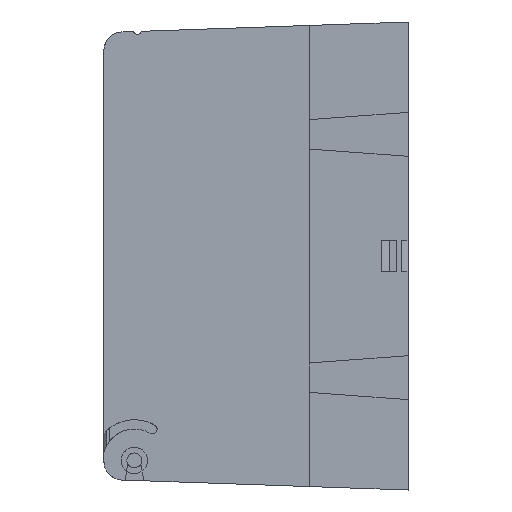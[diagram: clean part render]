
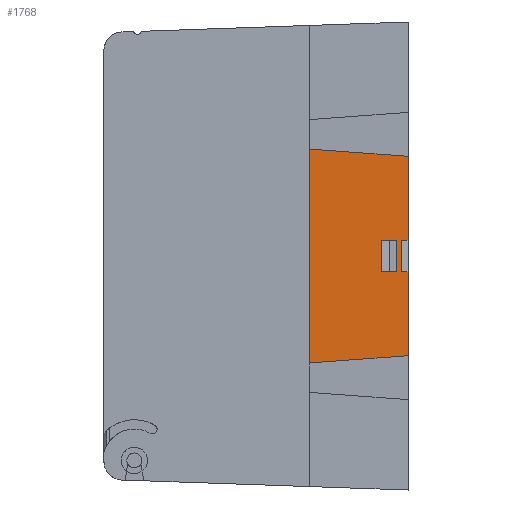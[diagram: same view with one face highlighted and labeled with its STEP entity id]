
A CAD part, left-side view. The second image highlights one B-rep face of the part: STEP entity #1768.
In plain terms, the highlighted planar face has unit normal (-1, 0, 0).
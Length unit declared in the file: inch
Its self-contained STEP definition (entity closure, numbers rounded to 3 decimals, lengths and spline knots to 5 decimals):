
#14 = VERTEX_POINT ( 'NONE', #19090 ) ;
#67 = CARTESIAN_POINT ( 'NONE',  ( -0.9242, -1.605, 0.17 ) ) ;
#397 = LINE ( 'NONE', #11757, #17486 ) ;
#780 = EDGE_CURVE ( 'NONE', #19288, #14, #9226, .T. ) ;
#977 = EDGE_CURVE ( 'NONE', #2764, #7828, #4744, .T. ) ;
#1072 = VECTOR ( 'NONE', #6997, 39.37008 ) ;
#1180 = EDGE_CURVE ( 'NONE', #8894, #15012, #12294, .T. ) ;
#1183 = LINE ( 'NONE', #19595, #5613 ) ;
#1184 = ORIENTED_EDGE ( 'NONE', *, *, #8861, .T. ) ;
#1207 = ORIENTED_EDGE ( 'NONE', *, *, #19147, .T. ) ;
#1736 = VERTEX_POINT ( 'NONE', #16172 ) ;
#1768 = ADVANCED_FACE ( 'NONE', ( #7896, #20490 ), #9266, .T. ) ;
#2281 = CARTESIAN_POINT ( 'NONE',  ( -0.9242, -1.675, 0.17 ) ) ;
#2312 = CARTESIAN_POINT ( 'NONE',  ( -0.9242, -1.675, -1.065 ) ) ;
#2641 = VECTOR ( 'NONE', #19608, 39.37008 ) ;
#2764 = VERTEX_POINT ( 'NONE', #5626 ) ;
#3559 = DIRECTION ( 'NONE',  ( 0., 0., 1. ) ) ;
#3723 = ORIENTED_EDGE ( 'NONE', *, *, #12164, .T. ) ;
#3730 = ORIENTED_EDGE ( 'NONE', *, *, #20448, .F. ) ;
#3946 = EDGE_CURVE ( 'NONE', #9727, #16117, #9411, .T. ) ;
#3953 = CARTESIAN_POINT ( 'NONE',  ( -0.9242, -1.3934, -0.17 ) ) ;
#4031 = CARTESIAN_POINT ( 'NONE',  ( -0.9242, -1.675, -0.17 ) ) ;
#4273 = VECTOR ( 'NONE', #3559, 39.37008 ) ;
#4744 = LINE ( 'NONE', #21021, #9188 ) ;
#5023 = LINE ( 'NONE', #9241, #13361 ) ;
#5205 = DIRECTION ( 'NONE',  ( 0., 1., 0. ) ) ;
#5514 = ORIENTED_EDGE ( 'NONE', *, *, #1180, .T. ) ;
#5613 = VECTOR ( 'NONE', #14898, 39.37008 ) ;
#5626 = CARTESIAN_POINT ( 'NONE',  ( -0.9242, -1.555, 0.17 ) ) ;
#5682 = ORIENTED_EDGE ( 'NONE', *, *, #17751, .F. ) ;
#5714 = DIRECTION ( 'NONE',  ( 0., 1., 0. ) ) ;
#6030 = LINE ( 'NONE', #6434, #2641 ) ;
#6323 = DIRECTION ( 'NONE',  ( 0., 0., -1. ) ) ;
#6434 = CARTESIAN_POINT ( 'NONE',  ( -0.9242, -1.675, -1.065 ) ) ;
#6711 = LINE ( 'NONE', #4031, #15051 ) ;
#6939 = CARTESIAN_POINT ( 'NONE',  ( -0.9242, -0.625, 1.14282 ) ) ;
#6997 = DIRECTION ( 'NONE',  ( 0., 1., 0. ) ) ;
#7134 = CARTESIAN_POINT ( 'NONE',  ( -0.9242, -1.675, -2.25 ) ) ;
#7518 = ORIENTED_EDGE ( 'NONE', *, *, #3946, .F. ) ;
#7820 = LINE ( 'NONE', #15232, #16091 ) ;
#7828 = VERTEX_POINT ( 'NONE', #20767 ) ;
#7896 = FACE_OUTER_BOUND ( 'NONE', #19658, .T. ) ;
#8861 = EDGE_CURVE ( 'NONE', #15229, #15538, #397, .T. ) ;
#8894 = VERTEX_POINT ( 'NONE', #6939 ) ;
#9188 = VECTOR ( 'NONE', #9535, 39.37008 ) ;
#9226 = LINE ( 'NONE', #7134, #4273 ) ;
#9241 = CARTESIAN_POINT ( 'NONE',  ( -0.9242, -1.675, 0.17 ) ) ;
#9266 = PLANE ( 'NONE',  #14406 ) ;
#9411 = LINE ( 'NONE', #16537, #17629 ) ;
#9535 = DIRECTION ( 'NONE',  ( 0., 0., -1. ) ) ;
#9727 = VERTEX_POINT ( 'NONE', #20998 ) ;
#9993 = EDGE_CURVE ( 'NONE', #2764, #9727, #7820, .T. ) ;
#10484 = EDGE_CURVE ( 'NONE', #13481, #1736, #17071, .T. ) ;
#11145 = CARTESIAN_POINT ( 'NONE',  ( -0.9242, -0.625, 2.21333 ) ) ;
#11458 = EDGE_CURVE ( 'NONE', #15012, #15229, #6030, .T. ) ;
#11716 = ORIENTED_EDGE ( 'NONE', *, *, #10484, .F. ) ;
#11757 = CARTESIAN_POINT ( 'NONE',  ( -0.9242, -1.675, -2.25 ) ) ;
#12164 = EDGE_CURVE ( 'NONE', #15538, #1736, #6711, .T. ) ;
#12294 = LINE ( 'NONE', #11145, #16140 ) ;
#13000 = ORIENTED_EDGE ( 'NONE', *, *, #9993, .F. ) ;
#13361 = VECTOR ( 'NONE', #19050, 39.37008 ) ;
#13481 = VERTEX_POINT ( 'NONE', #15344 ) ;
#13525 = DIRECTION ( 'NONE',  ( 0., 0., 1. ) ) ;
#13753 = CARTESIAN_POINT ( 'NONE',  ( -0.9242, -1.675, -0.17 ) ) ;
#13818 = ORIENTED_EDGE ( 'NONE', *, *, #780, .T. ) ;
#13832 = LINE ( 'NONE', #16993, #1072 ) ;
#14069 = EDGE_LOOP ( 'NONE', ( #13000, #18492, #1207, #7518 ) ) ;
#14406 = AXIS2_PLACEMENT_3D ( 'NONE', #18813, #18065, #18014 ) ;
#14898 = DIRECTION ( 'NONE',  ( 0., -0.997, -0.074 ) ) ;
#15012 = VERTEX_POINT ( 'NONE', #15794 ) ;
#15051 = VECTOR ( 'NONE', #5714, 39.37008 ) ;
#15229 = VERTEX_POINT ( 'NONE', #2312 ) ;
#15232 = CARTESIAN_POINT ( 'NONE',  ( -0.9242, -1.3934, 0.17 ) ) ;
#15344 = CARTESIAN_POINT ( 'NONE',  ( -0.9242, -1.605, 0.17 ) ) ;
#15538 = VERTEX_POINT ( 'NONE', #13753 ) ;
#15794 = CARTESIAN_POINT ( 'NONE',  ( -0.9242, -0.625, -1.14282 ) ) ;
#16091 = VECTOR ( 'NONE', #5205, 39.37008 ) ;
#16117 = VERTEX_POINT ( 'NONE', #3953 ) ;
#16140 = VECTOR ( 'NONE', #6323, 39.37008 ) ;
#16172 = CARTESIAN_POINT ( 'NONE',  ( -0.9242, -1.605, -0.17 ) ) ;
#16537 = CARTESIAN_POINT ( 'NONE',  ( -0.9242, -1.3934, 0.17 ) ) ;
#16993 = CARTESIAN_POINT ( 'NONE',  ( -0.9242, -1.3934, -0.17 ) ) ;
#17071 = LINE ( 'NONE', #67, #21389 ) ;
#17486 = VECTOR ( 'NONE', #13525, 39.37008 ) ;
#17629 = VECTOR ( 'NONE', #18166, 39.37008 ) ;
#17751 = EDGE_CURVE ( 'NONE', #8894, #14, #1183, .T. ) ;
#18014 = DIRECTION ( 'NONE',  ( 0., 0., 1. ) ) ;
#18065 = DIRECTION ( 'NONE',  ( -1., 0., 0. ) ) ;
#18166 = DIRECTION ( 'NONE',  ( 0., 0., -1. ) ) ;
#18492 = ORIENTED_EDGE ( 'NONE', *, *, #977, .T. ) ;
#18813 = CARTESIAN_POINT ( 'NONE',  ( -0.9242, -0.625, -2.21333 ) ) ;
#19050 = DIRECTION ( 'NONE',  ( 0., 1., 0. ) ) ;
#19090 = CARTESIAN_POINT ( 'NONE',  ( -0.9242, -1.675, 1.065 ) ) ;
#19147 = EDGE_CURVE ( 'NONE', #7828, #16117, #13832, .T. ) ;
#19288 = VERTEX_POINT ( 'NONE', #2281 ) ;
#19595 = CARTESIAN_POINT ( 'NONE',  ( -0.9242, -0.87239, 1.12449 ) ) ;
#19608 = DIRECTION ( 'NONE',  ( 0., -0.997, 0.074 ) ) ;
#19658 = EDGE_LOOP ( 'NONE', ( #3730, #13818, #5682, #5514, #20757, #1184, #3723, #11716 ) ) ;
#19816 = DIRECTION ( 'NONE',  ( 0., 0., -1. ) ) ;
#20448 = EDGE_CURVE ( 'NONE', #19288, #13481, #5023, .T. ) ;
#20490 = FACE_BOUND ( 'NONE', #14069, .T. ) ;
#20757 = ORIENTED_EDGE ( 'NONE', *, *, #11458, .T. ) ;
#20767 = CARTESIAN_POINT ( 'NONE',  ( -0.9242, -1.555, -0.17 ) ) ;
#20998 = CARTESIAN_POINT ( 'NONE',  ( -0.9242, -1.3934, 0.17 ) ) ;
#21021 = CARTESIAN_POINT ( 'NONE',  ( -0.9242, -1.555, 0.17 ) ) ;
#21389 = VECTOR ( 'NONE', #19816, 39.37008 ) ;
